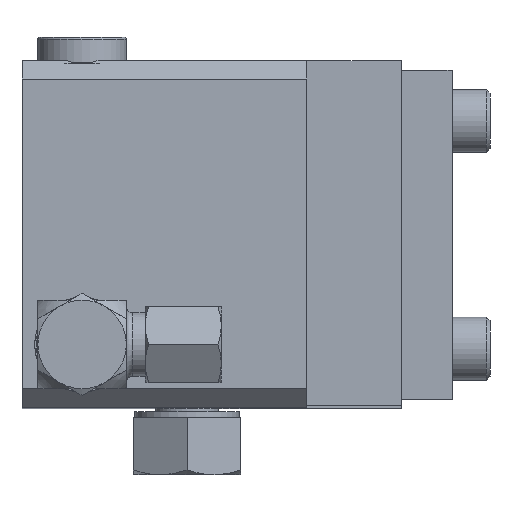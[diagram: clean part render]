
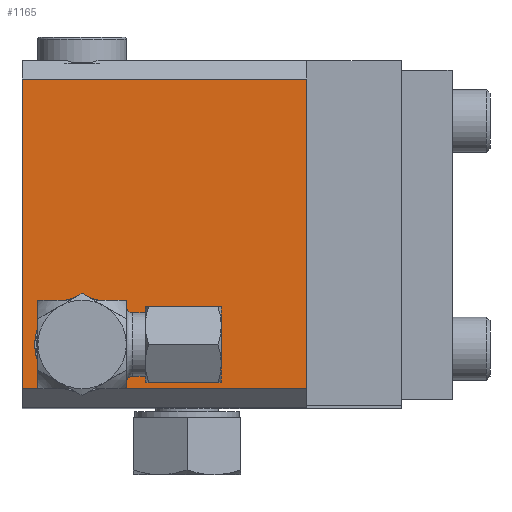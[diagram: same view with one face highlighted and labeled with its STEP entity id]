
A CAD part, top view. The second image highlights one B-rep face of the part: STEP entity #1165.
In plain terms, the highlighted planar face has unit normal (0, 0, 1).
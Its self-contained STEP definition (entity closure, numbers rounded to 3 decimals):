
#1014=CIRCLE('',#9983,7.5);
#1165=ADVANCED_FACE('',(#2004),#1707,.F.);
#1707=PLANE('',#9984);
#2004=FACE_OUTER_BOUND('',#2493,.T.);
#2493=EDGE_LOOP('',(#3153,#3154,#3155,#3156,#3157,#3158));
#3153=ORIENTED_EDGE('',*,*,#6842,.F.);
#3154=ORIENTED_EDGE('',*,*,#6843,.T.);
#3155=ORIENTED_EDGE('',*,*,#6844,.T.);
#3156=ORIENTED_EDGE('',*,*,#6845,.F.);
#3157=ORIENTED_EDGE('',*,*,#6846,.F.);
#3158=ORIENTED_EDGE('',*,*,#6847,.T.);
#5922=VERTEX_POINT('',#12839);
#5923=VERTEX_POINT('',#12840);
#5924=VERTEX_POINT('',#12842);
#5925=VERTEX_POINT('',#12844);
#5926=VERTEX_POINT('',#12846);
#5927=VERTEX_POINT('',#12848);
#6842=EDGE_CURVE('',#5922,#5923,#8225,.T.);
#6843=EDGE_CURVE('',#5922,#5924,#8226,.T.);
#6844=EDGE_CURVE('',#5924,#5925,#8227,.T.);
#6845=EDGE_CURVE('',#5926,#5925,#8228,.T.);
#6846=EDGE_CURVE('',#5927,#5926,#8229,.T.);
#6847=EDGE_CURVE('',#5927,#5923,#1014,.T.);
#8225=LINE('',#12838,#9050);
#8226=LINE('',#12841,#9051);
#8227=LINE('',#12843,#9052);
#8228=LINE('',#12845,#9053);
#8229=LINE('',#12847,#9054);
#9050=VECTOR('',#10643,1.);
#9051=VECTOR('',#10644,1.);
#9052=VECTOR('',#10645,1.);
#9053=VECTOR('',#10646,1.);
#9054=VECTOR('',#10647,1.);
#9983=AXIS2_PLACEMENT_3D('',#12849,#10648,#10649);
#9984=AXIS2_PLACEMENT_3D('',#12850,#10650,#10651);
#10643=DIRECTION('',(-1.,0.,0.));
#10644=DIRECTION('',(0.,1.,0.));
#10645=DIRECTION('',(-1.,0.,0.));
#10646=DIRECTION('',(0.,1.,0.));
#10647=DIRECTION('',(-1.,0.,0.));
#10648=DIRECTION('',(0.,0.,-1.));
#10649=DIRECTION('',(0.,1.,0.));
#10650=DIRECTION('',(0.,0.,-1.));
#10651=DIRECTION('',(0.,-1.,0.));
#12838=CARTESIAN_POINT('',(20.,-24.5,87.5));
#12839=CARTESIAN_POINT('',(15.,-24.5,87.5));
#12840=CARTESIAN_POINT('',(-17.807,-24.5,87.5));
#12841=CARTESIAN_POINT('',(15.,-27.5,87.5));
#12842=CARTESIAN_POINT('',(15.,24.5,87.5));
#12843=CARTESIAN_POINT('',(-30.,24.5,87.5));
#12844=CARTESIAN_POINT('',(-30.,24.5,87.5));
#12845=CARTESIAN_POINT('',(-30.,-27.5,87.5));
#12846=CARTESIAN_POINT('',(-30.,-24.5,87.5));
#12847=CARTESIAN_POINT('',(20.,-24.5,87.5));
#12848=CARTESIAN_POINT('',(-23.193,-24.5,87.5));
#12849=CARTESIAN_POINT('',(-20.5,-17.5,87.5));
#12850=CARTESIAN_POINT('',(15.,-27.5,87.5));
